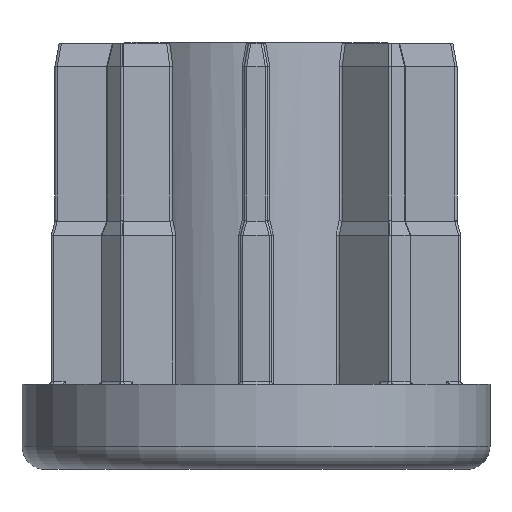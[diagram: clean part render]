
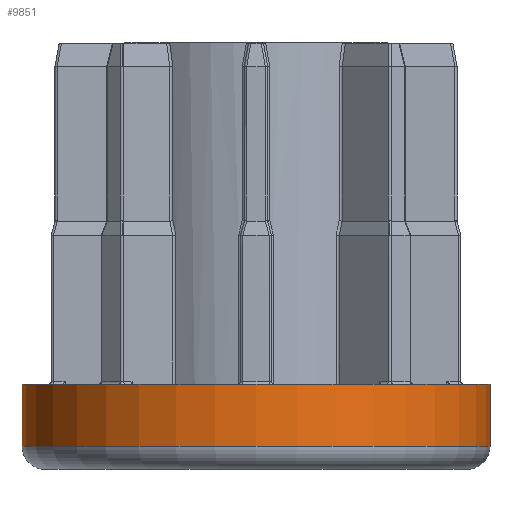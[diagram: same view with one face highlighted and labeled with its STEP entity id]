
A CAD part, front view. The second image highlights one B-rep face of the part: STEP entity #9851.
In plain terms, the highlighted cylindrical face has radius 30.15 mm (diameter 60.3 mm), a partial arc.
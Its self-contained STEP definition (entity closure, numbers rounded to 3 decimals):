
#379 = EDGE_LOOP ( 'NONE', ( #2508, #3520, #4122, #4458 ) ) ;
#407 = EDGE_CURVE ( 'NONE', #3032, #4102, #5449, .T. ) ;
#512 = EDGE_CURVE ( 'NONE', #10578, #11095, #878, .T. ) ;
#554 = CARTESIAN_POINT ( 'NONE',  ( 30.15, 0., 11. ) ) ;
#878 = LINE ( 'NONE', #6597, #4397 ) ;
#1355 = EDGE_CURVE ( 'NONE', #11095, #4102, #9194, .T. ) ;
#1597 = DIRECTION ( 'NONE',  ( 0., 0., -1. ) ) ;
#1840 = CARTESIAN_POINT ( 'NONE',  ( -30.15, 0., 11. ) ) ;
#1891 = VECTOR ( 'NONE', #1597, 1000. ) ;
#2089 = CARTESIAN_POINT ( 'NONE',  ( 30.15, 0., 11. ) ) ;
#2277 = DIRECTION ( 'NONE',  ( 0., 0., -1. ) ) ;
#2501 = DIRECTION ( 'NONE',  ( 0., 0., 1. ) ) ;
#2508 = ORIENTED_EDGE ( 'NONE', *, *, #407, .F. ) ;
#3032 = VERTEX_POINT ( 'NONE', #2089 ) ;
#3191 = CYLINDRICAL_SURFACE ( 'NONE', #12386, 30.15 ) ;
#3520 = ORIENTED_EDGE ( 'NONE', *, *, #5011, .F. ) ;
#4102 = VERTEX_POINT ( 'NONE', #9702 ) ;
#4122 = ORIENTED_EDGE ( 'NONE', *, *, #512, .T. ) ;
#4397 = VECTOR ( 'NONE', #4456, 1000. ) ;
#4456 = DIRECTION ( 'NONE',  ( 0., 0., -1. ) ) ;
#4458 = ORIENTED_EDGE ( 'NONE', *, *, #1355, .T. ) ;
#5011 = EDGE_CURVE ( 'NONE', #10578, #3032, #5313, .T. ) ;
#5313 = CIRCLE ( 'NONE', #5489, 30.15 ) ;
#5416 = CARTESIAN_POINT ( 'NONE',  ( 0., 0., 11. ) ) ;
#5449 = LINE ( 'NONE', #554, #1891 ) ;
#5489 = AXIS2_PLACEMENT_3D ( 'NONE', #6368, #13212, #7384 ) ;
#6368 = CARTESIAN_POINT ( 'NONE',  ( 0., 0., 11. ) ) ;
#6597 = CARTESIAN_POINT ( 'NONE',  ( -30.15, 0., 11. ) ) ;
#7384 = DIRECTION ( 'NONE',  ( 1., 0., 0. ) ) ;
#8693 = FACE_OUTER_BOUND ( 'NONE', #379, .T. ) ;
#8728 = CARTESIAN_POINT ( 'NONE',  ( 0., 0., 3. ) ) ;
#9194 = CIRCLE ( 'NONE', #11507, 30.15 ) ;
#9512 = DIRECTION ( 'NONE',  ( -1., 0., 0. ) ) ;
#9702 = CARTESIAN_POINT ( 'NONE',  ( 30.15, 0., 3. ) ) ;
#9731 = DIRECTION ( 'NONE',  ( 1., 0., 0. ) ) ;
#9851 = ADVANCED_FACE ( 'NONE', ( #8693 ), #3191, .T. ) ;
#10578 = VERTEX_POINT ( 'NONE', #1840 ) ;
#11095 = VERTEX_POINT ( 'NONE', #12132 ) ;
#11507 = AXIS2_PLACEMENT_3D ( 'NONE', #8728, #2501, #9731 ) ;
#12132 = CARTESIAN_POINT ( 'NONE',  ( -30.15, 0., 3. ) ) ;
#12386 = AXIS2_PLACEMENT_3D ( 'NONE', #5416, #2277, #9512 ) ;
#13212 = DIRECTION ( 'NONE',  ( 0., 0., 1. ) ) ;
